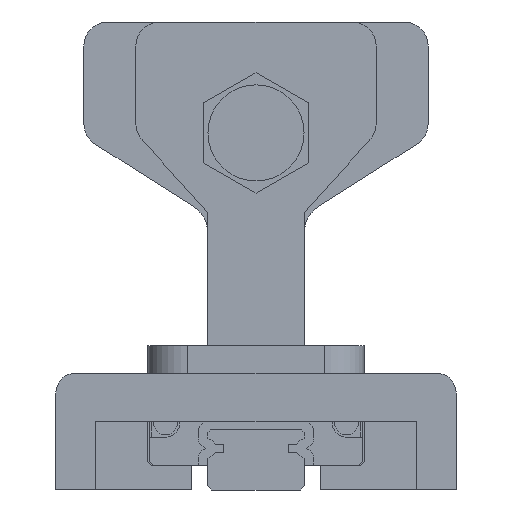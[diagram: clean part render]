
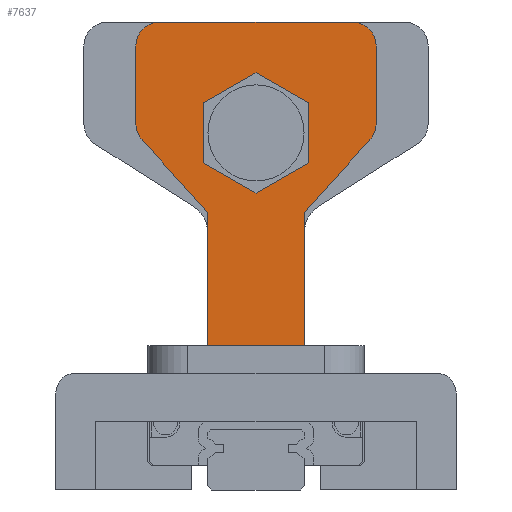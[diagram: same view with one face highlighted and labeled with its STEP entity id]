
A CAD part, front view. The second image highlights one B-rep face of the part: STEP entity #7637.
In plain terms, the highlighted face is planar.
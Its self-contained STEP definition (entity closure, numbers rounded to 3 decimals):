
#104=FACE_BOUND('',#1203,.T.);
#275=CIRCLE('',#8237,1.);
#282=CIRCLE('',#8248,1.);
#284=CIRCLE('',#8259,3.);
#285=CIRCLE('',#8262,3.);
#286=CIRCLE('',#8265,3.);
#287=CIRCLE('',#8268,3.);
#765=FACE_OUTER_BOUND('',#1202,.T.);
#1202=EDGE_LOOP('',(#6622,#6623,#6624,#6625,#6626,#6627,#6628,#6629,#6630,
#6631,#6632,#6633,#6634,#6635));
#1203=EDGE_LOOP('',(#6636,#6637,#6638,#6639,#6640,#6641));
#1953=LINE('',#12198,#2822);
#1957=LINE('',#12206,#2826);
#1960=LINE('',#12212,#2829);
#1963=LINE('',#12218,#2832);
#1966=LINE('',#12224,#2835);
#1969=LINE('',#12229,#2838);
#1975=LINE('',#12245,#2844);
#1984=LINE('',#12276,#2853);
#1989=LINE('',#12287,#2858);
#1990=LINE('',#12290,#2859);
#2008=LINE('',#12330,#2877);
#2011=LINE('',#12338,#2880);
#2014=LINE('',#12346,#2883);
#2016=LINE('',#12351,#2885);
#2822=VECTOR('',#9976,10.);
#2826=VECTOR('',#9982,10.);
#2829=VECTOR('',#9987,10.);
#2832=VECTOR('',#9992,10.);
#2835=VECTOR('',#9997,10.);
#2838=VECTOR('',#10002,10.);
#2844=VECTOR('',#10016,10.);
#2853=VECTOR('',#10041,10.);
#2858=VECTOR('',#10052,10.);
#2859=VECTOR('',#10055,10.);
#2877=VECTOR('',#10093,10.);
#2880=VECTOR('',#10102,10.);
#2883=VECTOR('',#10111,10.);
#2885=VECTOR('',#10119,10.);
#3577=VERTEX_POINT('',#12196);
#3578=VERTEX_POINT('',#12197);
#3581=VERTEX_POINT('',#12205);
#3583=VERTEX_POINT('',#12211);
#3585=VERTEX_POINT('',#12217);
#3587=VERTEX_POINT('',#12223);
#3591=VERTEX_POINT('',#12235);
#3592=VERTEX_POINT('',#12237);
#3594=VERTEX_POINT('',#12243);
#3608=VERTEX_POINT('',#12275);
#3609=VERTEX_POINT('',#12279);
#3610=VERTEX_POINT('',#12281);
#3611=VERTEX_POINT('',#12285);
#3612=VERTEX_POINT('',#12289);
#3623=VERTEX_POINT('',#12325);
#3624=VERTEX_POINT('',#12329);
#3625=VERTEX_POINT('',#12333);
#3626=VERTEX_POINT('',#12337);
#3627=VERTEX_POINT('',#12341);
#3628=VERTEX_POINT('',#12345);
#4577=EDGE_CURVE('',#3577,#3578,#1953,.T.);
#4581=EDGE_CURVE('',#3581,#3577,#1957,.T.);
#4584=EDGE_CURVE('',#3583,#3581,#1960,.T.);
#4587=EDGE_CURVE('',#3585,#3583,#1963,.T.);
#4590=EDGE_CURVE('',#3587,#3585,#1966,.T.);
#4593=EDGE_CURVE('',#3578,#3587,#1969,.T.);
#4597=EDGE_CURVE('',#3591,#3592,#275,.T.);
#4601=EDGE_CURVE('',#3591,#3594,#1975,.F.);
#4616=EDGE_CURVE('',#3608,#3592,#1984,.T.);
#4619=EDGE_CURVE('',#3609,#3610,#282,.T.);
#4622=EDGE_CURVE('',#3609,#3611,#1989,.T.);
#4623=EDGE_CURVE('',#3612,#3610,#1990,.F.);
#4641=EDGE_CURVE('',#3623,#3608,#284,.T.);
#4643=EDGE_CURVE('',#3624,#3623,#2008,.T.);
#4645=EDGE_CURVE('',#3625,#3624,#285,.T.);
#4647=EDGE_CURVE('',#3626,#3625,#2011,.T.);
#4649=EDGE_CURVE('',#3627,#3626,#286,.T.);
#4651=EDGE_CURVE('',#3628,#3627,#2014,.T.);
#4653=EDGE_CURVE('',#3611,#3628,#287,.T.);
#4654=EDGE_CURVE('',#3594,#3612,#2016,.F.);
#6622=ORIENTED_EDGE('',*,*,#4616,.T.);
#6623=ORIENTED_EDGE('',*,*,#4597,.F.);
#6624=ORIENTED_EDGE('',*,*,#4601,.T.);
#6625=ORIENTED_EDGE('',*,*,#4654,.T.);
#6626=ORIENTED_EDGE('',*,*,#4623,.T.);
#6627=ORIENTED_EDGE('',*,*,#4619,.F.);
#6628=ORIENTED_EDGE('',*,*,#4622,.T.);
#6629=ORIENTED_EDGE('',*,*,#4653,.T.);
#6630=ORIENTED_EDGE('',*,*,#4651,.T.);
#6631=ORIENTED_EDGE('',*,*,#4649,.T.);
#6632=ORIENTED_EDGE('',*,*,#4647,.T.);
#6633=ORIENTED_EDGE('',*,*,#4645,.T.);
#6634=ORIENTED_EDGE('',*,*,#4643,.T.);
#6635=ORIENTED_EDGE('',*,*,#4641,.T.);
#6636=ORIENTED_EDGE('',*,*,#4593,.F.);
#6637=ORIENTED_EDGE('',*,*,#4577,.F.);
#6638=ORIENTED_EDGE('',*,*,#4581,.F.);
#6639=ORIENTED_EDGE('',*,*,#4584,.F.);
#6640=ORIENTED_EDGE('',*,*,#4587,.F.);
#6641=ORIENTED_EDGE('',*,*,#4590,.F.);
#7266=PLANE('',#8270);
#7637=ADVANCED_FACE('',(#765,#104),#7266,.T.);
#8237=AXIS2_PLACEMENT_3D('',#12238,#10009,#10010);
#8248=AXIS2_PLACEMENT_3D('',#12282,#10046,#10047);
#8259=AXIS2_PLACEMENT_3D('',#12326,#10088,#10089);
#8262=AXIS2_PLACEMENT_3D('',#12334,#10097,#10098);
#8265=AXIS2_PLACEMENT_3D('',#12342,#10106,#10107);
#8268=AXIS2_PLACEMENT_3D('',#12349,#10115,#10116);
#8270=AXIS2_PLACEMENT_3D('',#12352,#10120,#10121);
#9976=DIRECTION('',(-0.866,0.,0.5));
#9982=DIRECTION('',(-0.866,0.,-0.5));
#9987=DIRECTION('',(0.,0.,-1.));
#9992=DIRECTION('',(0.866,0.,-0.5));
#9997=DIRECTION('',(0.866,0.,0.5));
#10002=DIRECTION('',(0.,0.,1.));
#10009=DIRECTION('center_axis',(0.,1.,0.));
#10010=DIRECTION('ref_axis',(-0.933,0.,0.359));
#10016=DIRECTION('',(0.,0.,1.));
#10041=DIRECTION('',(-0.67,0.,-0.742));
#10046=DIRECTION('center_axis',(0.,1.,0.));
#10047=DIRECTION('ref_axis',(0.933,0.,0.359));
#10052=DIRECTION('',(-0.67,0.,0.742));
#10055=DIRECTION('',(0.,0.,-1.));
#10088=DIRECTION('center_axis',(0.,1.,0.));
#10089=DIRECTION('ref_axis',(1.,0.,0.));
#10093=DIRECTION('',(0.,0.,-1.));
#10097=DIRECTION('center_axis',(0.,1.,0.));
#10098=DIRECTION('ref_axis',(0.,0.,
1.));
#10102=DIRECTION('',(1.,0.,0.));
#10106=DIRECTION('center_axis',(0.,1.,0.));
#10107=DIRECTION('ref_axis',(-1.,0.,0.));
#10111=DIRECTION('',(0.,0.,1.));
#10115=DIRECTION('center_axis',(0.,1.,0.));
#10116=DIRECTION('ref_axis',(-0.742,0.,-0.67));
#10119=DIRECTION('',(1.,0.,0.));
#10120=DIRECTION('center_axis',(0.,1.,0.));
#10121=DIRECTION('ref_axis',(-1.,0.,0.));
#12196=CARTESIAN_POINT('',(-26.016,17.089,27.94));
#12197=CARTESIAN_POINT('',(-32.516,17.089,31.693));
#12198=CARTESIAN_POINT('',(-26.016,17.089,27.94));
#12205=CARTESIAN_POINT('',(-19.516,17.089,31.693));
#12206=CARTESIAN_POINT('',(-19.516,17.089,31.693));
#12211=CARTESIAN_POINT('',(-19.516,17.089,39.199));
#12212=CARTESIAN_POINT('',(-19.516,17.089,39.199));
#12217=CARTESIAN_POINT('',(-26.016,17.089,42.952));
#12218=CARTESIAN_POINT('',(-26.016,17.089,42.952));
#12223=CARTESIAN_POINT('',(-32.516,17.089,39.199));
#12224=CARTESIAN_POINT('',(-32.516,17.089,39.199));
#12229=CARTESIAN_POINT('',(-32.516,17.089,31.693));
#12235=CARTESIAN_POINT('',(-20.016,17.089,25.088));
#12237=CARTESIAN_POINT('',(-19.759,17.089,25.758));
#12238=CARTESIAN_POINT('Origin',(-19.016,17.089,25.088));
#12243=CARTESIAN_POINT('',(-20.016,17.089,8.853));
#12245=CARTESIAN_POINT('',(-20.016,17.089,27.814));
#12275=CARTESIAN_POINT('',(-11.789,17.089,34.59));
#12276=CARTESIAN_POINT('',(-15.906,17.089,30.027));
#12279=CARTESIAN_POINT('',(-32.274,17.089,25.758));
#12281=CARTESIAN_POINT('',(-32.016,17.089,25.088));
#12282=CARTESIAN_POINT('Origin',(-33.016,17.089,25.088));
#12285=CARTESIAN_POINT('',(-40.243,17.089,34.59));
#12287=CARTESIAN_POINT('',(-31.991,17.089,25.445));
#12289=CARTESIAN_POINT('',(-32.016,17.089,8.853));
#12290=CARTESIAN_POINT('',(-32.016,17.089,25.659));
#12325=CARTESIAN_POINT('',(-11.016,17.089,36.6));
#12326=CARTESIAN_POINT('Origin',(-14.016,17.089,36.6));
#12329=CARTESIAN_POINT('',(-11.016,17.089,46.298));
#12330=CARTESIAN_POINT('',(-11.016,17.089,38.585));
#12333=CARTESIAN_POINT('',(-14.016,17.089,49.298));
#12334=CARTESIAN_POINT('Origin',(-14.016,17.089,46.298));
#12337=CARTESIAN_POINT('',(-38.016,17.089,49.298));
#12338=CARTESIAN_POINT('',(-32.016,17.089,49.298));
#12341=CARTESIAN_POINT('',(-41.016,17.089,46.298));
#12342=CARTESIAN_POINT('Origin',(-38.016,17.089,46.298));
#12345=CARTESIAN_POINT('',(-41.016,17.089,36.6));
#12346=CARTESIAN_POINT('',(-41.016,17.089,33.736));
#12349=CARTESIAN_POINT('Origin',(-38.016,17.089,36.6));
#12351=CARTESIAN_POINT('',(-23.166,17.089,8.853));
#12352=CARTESIAN_POINT('Origin',(-26.016,17.089,30.872));
